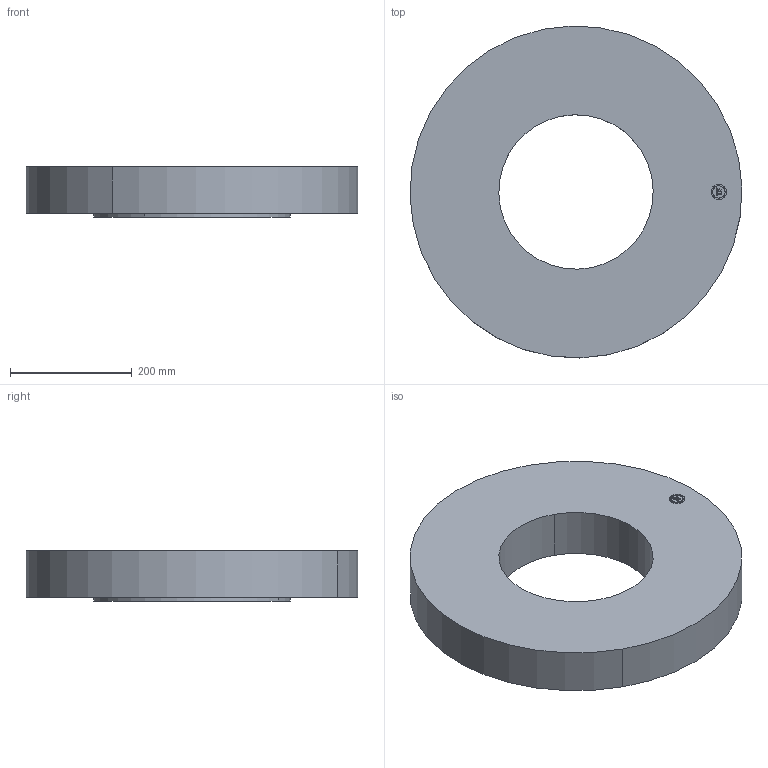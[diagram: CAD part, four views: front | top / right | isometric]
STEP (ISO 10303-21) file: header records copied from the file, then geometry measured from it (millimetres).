
FILE_DESCRIPTION(('3D STEP'),'2;1');
FILE_NAME('10-900-FB-RF-STUDOUT-FLANGE.stp','2013-11-25T00:18:12+00:00',('Texas Flange'),(''),'CATIA Version 5 Release 20 SP 6 (IN-10)','CATIA V5 STEP AP214','800-826-3801');
FILE_SCHEMA(('AUTOMOTIVE_DESIGN { 1 0 10303 214 1 1 1 1 }'));
Products named in the file (1): 10-900-FB-RF-STUDOUT-FLANGE
Bounding box: 545.95 x 545.95 x 82.55 mm (x, y, z)
Volume: 13375667.4 mm3; surface area: 690812.4 mm2
Topology: 1 solids, 1 shells, 1706 faces, 4994 edges, 3292 vertices
Faces by surface type: bspline 784, cylinder 442, plane 368, cone 80, revolution 32
Entity records: 92730 total; most frequent: CARTESIAN_POINT 55520, ORIENTED_EDGE 9924, EDGE_CURVE 4962, VERTEX_POINT 3292, B_SPLINE_CURVE_WITH_KNOTS 3184, DIRECTION 2684, EDGE_LOOP 1742, ADVANCED_FACE 1706
